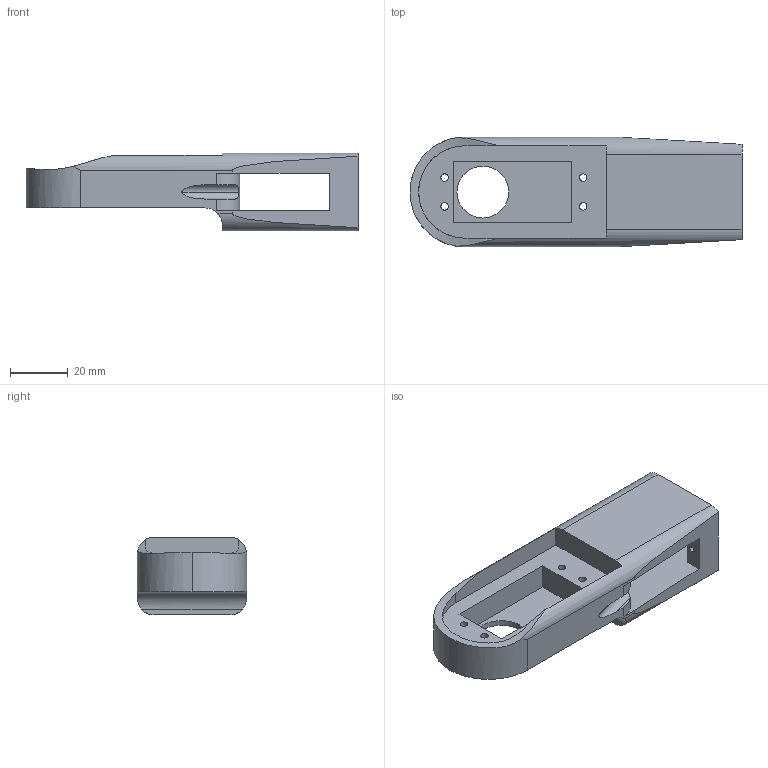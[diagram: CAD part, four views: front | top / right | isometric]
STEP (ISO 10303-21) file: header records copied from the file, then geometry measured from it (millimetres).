
FILE_DESCRIPTION (( 'STEP AP203' ), '1' );
FILE_NAME ('upper arm_Default_sldprt.STEP', '2024-12-24T06:09:46', ( '' ), ( '' ), 'SwSTEP 2.0', 'SolidWorks 2023', '' );
FILE_SCHEMA (( 'CONFIG_CONTROL_DESIGN' ));
Length unit declared in the file: millimetre
Products named in the file (1): upper arm_Default_sldprt
Bounding box: 115 x 38 x 27 mm (x, y, z)
Volume: 47221 mm3; surface area: 18920.9 mm2
Topology: 1 solids, 1 shells, 67 faces, 193 edges, 128 vertices
Faces by surface type: plane 35, cylinder 31, bspline 1
Entity records: 2526 total; most frequent: CARTESIAN_POINT 660, ORIENTED_EDGE 386, DIRECTION 361, EDGE_CURVE 193, VERTEX_POINT 128, AXIS2_PLACEMENT_3D 125, LINE 111, VECTOR 111
